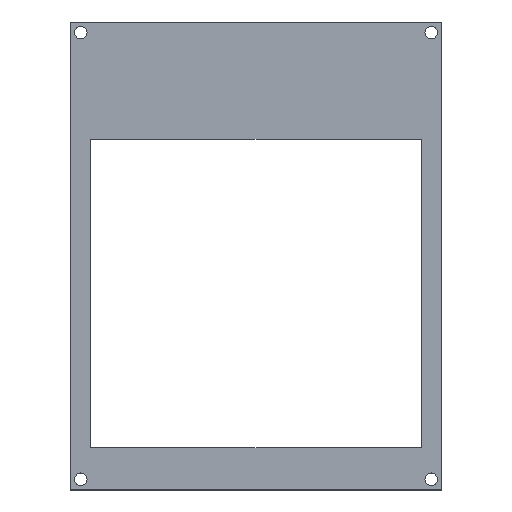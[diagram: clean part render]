
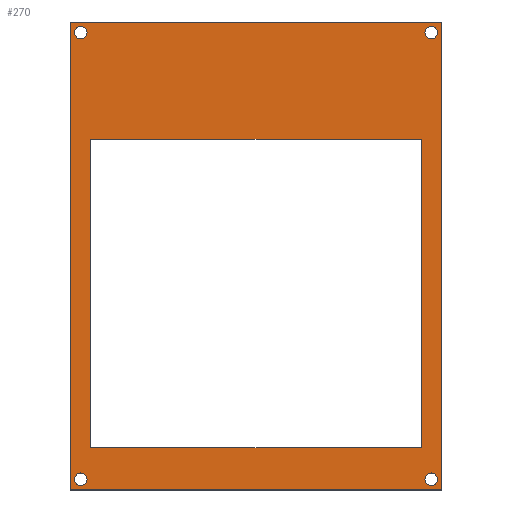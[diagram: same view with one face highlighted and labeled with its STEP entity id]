
A CAD part, top view. The second image highlights one B-rep face of the part: STEP entity #270.
In plain terms, the highlighted planar face has unit normal (0, 0, 1).
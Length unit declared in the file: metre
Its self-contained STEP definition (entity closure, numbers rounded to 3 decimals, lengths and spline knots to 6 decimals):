
#12=CIRCLE('',#292,0.00145);
#14=CIRCLE('',#295,0.00145);
#16=CIRCLE('',#298,0.00145);
#18=CIRCLE('',#303,0.00145);
#64=ORIENTED_EDGE('',*,*,#100,.F.);
#65=ORIENTED_EDGE('',*,*,#104,.T.);
#66=ORIENTED_EDGE('',*,*,#107,.T.);
#67=ORIENTED_EDGE('',*,*,#117,.F.);
#68=ORIENTED_EDGE('',*,*,#90,.F.);
#69=ORIENTED_EDGE('',*,*,#94,.F.);
#70=ORIENTED_EDGE('',*,*,#97,.T.);
#71=ORIENTED_EDGE('',*,*,#115,.T.);
#72=ORIENTED_EDGE('',*,*,#112,.F.);
#73=ORIENTED_EDGE('',*,*,#110,.F.);
#74=ORIENTED_EDGE('',*,*,#108,.F.);
#75=ORIENTED_EDGE('',*,*,#118,.F.);
#90=EDGE_CURVE('',#122,#123,#146,.T.);
#94=EDGE_CURVE('',#125,#122,#150,.T.);
#97=EDGE_CURVE('',#125,#127,#153,.T.);
#100=EDGE_CURVE('',#130,#131,#156,.T.);
#104=EDGE_CURVE('',#130,#133,#160,.T.);
#107=EDGE_CURVE('',#133,#135,#163,.T.);
#108=EDGE_CURVE('',#136,#136,#12,.T.);
#110=EDGE_CURVE('',#138,#138,#14,.T.);
#112=EDGE_CURVE('',#140,#140,#16,.T.);
#115=EDGE_CURVE('',#127,#123,#165,.T.);
#117=EDGE_CURVE('',#131,#135,#167,.T.);
#118=EDGE_CURVE('',#142,#142,#18,.T.);
#122=VERTEX_POINT('',#383);
#123=VERTEX_POINT('',#385);
#125=VERTEX_POINT('',#391);
#127=VERTEX_POINT('',#397);
#130=VERTEX_POINT('',#404);
#131=VERTEX_POINT('',#406);
#133=VERTEX_POINT('',#412);
#135=VERTEX_POINT('',#418);
#136=VERTEX_POINT('',#422);
#138=VERTEX_POINT('',#427);
#140=VERTEX_POINT('',#432);
#142=VERTEX_POINT('',#443);
#146=LINE('',#384,#170);
#150=LINE('',#392,#174);
#153=LINE('',#398,#177);
#156=LINE('',#405,#180);
#160=LINE('',#413,#184);
#163=LINE('',#419,#187);
#165=LINE('',#437,#189);
#167=LINE('',#440,#191);
#170=VECTOR('',#313,1.);
#174=VECTOR('',#319,1.);
#177=VECTOR('',#324,1.);
#180=VECTOR('',#329,1.);
#184=VECTOR('',#335,1.);
#187=VECTOR('',#340,1.);
#189=VECTOR('',#362,1.);
#191=VECTOR('',#366,1.);
#208=EDGE_LOOP('',(#64,#65,#66,#67));
#209=EDGE_LOOP('',(#68,#69,#70,#71));
#210=EDGE_LOOP('',(#72));
#211=EDGE_LOOP('',(#73));
#212=EDGE_LOOP('',(#74));
#213=EDGE_LOOP('',(#75));
#236=FACE_BOUND('',#208,.T.);
#237=FACE_BOUND('',#209,.T.);
#238=FACE_BOUND('',#210,.T.);
#239=FACE_BOUND('',#211,.T.);
#240=FACE_BOUND('',#212,.T.);
#241=FACE_BOUND('',#213,.T.);
#256=PLANE('',#305);
#270=ADVANCED_FACE('',(#236,#237,#238,#239,#240,#241),#256,.T.);
#292=AXIS2_PLACEMENT_3D('',#421,#343,#344);
#295=AXIS2_PLACEMENT_3D('',#426,#349,#350);
#298=AXIS2_PLACEMENT_3D('',#431,#355,#356);
#303=AXIS2_PLACEMENT_3D('',#442,#369,#370);
#305=AXIS2_PLACEMENT_3D('',#446,#373,#374);
#313=DIRECTION('',(0.,-1.,0.));
#319=DIRECTION('',(1.,0.,0.));
#324=DIRECTION('',(0.,-1.,0.));
#329=DIRECTION('',(0.,-1.,0.));
#335=DIRECTION('',(1.,0.,0.));
#340=DIRECTION('',(0.,-1.,0.));
#343=DIRECTION('',(0.,0.,1.));
#344=DIRECTION('',(1.,0.,0.));
#349=DIRECTION('',(0.,0.,1.));
#350=DIRECTION('',(1.,0.,0.));
#355=DIRECTION('',(0.,0.,1.));
#356=DIRECTION('',(1.,0.,0.));
#362=DIRECTION('',(1.,0.,0.));
#366=DIRECTION('',(1.,0.,0.));
#369=DIRECTION('',(0.,0.,1.));
#370=DIRECTION('',(1.,0.,0.));
#373=DIRECTION('',(0.,0.,1.));
#374=DIRECTION('',(1.,0.,0.));
#383=CARTESIAN_POINT('',(0.150542,-0.017098,0.013));
#384=CARTESIAN_POINT('',(0.150542,-0.071501,0.013));
#385=CARTESIAN_POINT('',(0.150542,-0.125904,0.013));
#391=CARTESIAN_POINT('',(0.064088,-0.017098,0.013));
#392=CARTESIAN_POINT('',(0.107315,-0.017098,0.013));
#397=CARTESIAN_POINT('',(0.064088,-0.125904,0.013));
#398=CARTESIAN_POINT('',(0.064088,-0.071501,0.013));
#404=CARTESIAN_POINT('',(0.068888,-0.044398,0.013));
#405=CARTESIAN_POINT('',(0.068888,-0.071501,0.013));
#406=CARTESIAN_POINT('',(0.068888,-0.116104,0.013));
#412=CARTESIAN_POINT('',(0.145742,-0.044398,0.013));
#413=CARTESIAN_POINT('',(0.107315,-0.044398,0.013));
#418=CARTESIAN_POINT('',(0.145742,-0.116104,0.013));
#419=CARTESIAN_POINT('',(0.145742,-0.071501,0.013));
#421=CARTESIAN_POINT('',(0.066588,-0.123404,0.013));
#422=CARTESIAN_POINT('',(0.068038,-0.123404,0.013));
#426=CARTESIAN_POINT('',(0.148042,-0.019598,0.013));
#427=CARTESIAN_POINT('',(0.149492,-0.019598,0.013));
#431=CARTESIAN_POINT('',(0.066588,-0.019598,0.013));
#432=CARTESIAN_POINT('',(0.068038,-0.019598,0.013));
#437=CARTESIAN_POINT('',(0.107315,-0.125904,0.013));
#440=CARTESIAN_POINT('',(0.107315,-0.116104,0.013));
#442=CARTESIAN_POINT('',(0.148042,-0.123404,0.013));
#443=CARTESIAN_POINT('',(0.149492,-0.123404,0.013));
#446=CARTESIAN_POINT('',(0.107315,-0.071501,0.013));
